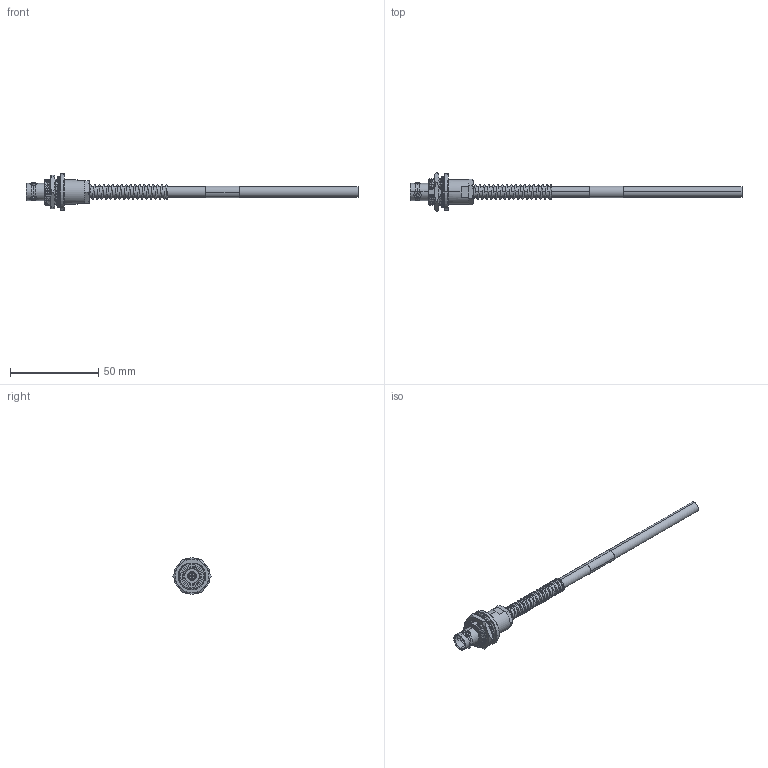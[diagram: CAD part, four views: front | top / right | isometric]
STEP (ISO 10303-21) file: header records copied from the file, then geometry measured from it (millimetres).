
FILE_DESCRIPTION (( 'STEP AP214' ), '1' );
FILE_NAME ('FM3MSA00405_3D.step', '2023-08-18T18:48:56', ( '' ), ( '' ), 'SwSTEP 2.0', 'SolidWorks 2022', '' );
FILE_SCHEMA (( 'AUTOMOTIVE_DESIGN' ));
Length unit declared in the file: inch
Products named in the file (10): 10-06573-MA5; 10-06573-MA2 -SPRING; TWCH-78-2; 10-06573-MA4; 10-06573-SPRING; 10-06573-MA6; 1AW01-003_.25" x .75" long; 10-06573-MA3; 10-06573-MA1; FM3MSA00405_3D
Assembly tree (9 placements, depth 3):
  FM3MSA00405_3D
    TWCH-78-2
    1AW01-003_.25" x .75" long
    10-06573-SPRING
      10-06573-MA1
      10-06573-MA5
      10-06573-MA2 -SPRING
      10-06573-MA3
      10-06573-MA4
      10-06573-MA6
Bounding box: 188.21 x 22 x 20.52 mm (x, y, z)
Volume: 9089.9 mm3; surface area: 10181.5 mm2
Topology: 8 solids, 8 shells, 338 faces, 862 edges, 555 vertices
Faces by surface type: cylinder 125, plane 106, cone 54, bspline 37, torus 16
Entity records: 33671 total; most frequent: CARTESIAN_POINT 24919, ORIENTED_EDGE 1720, DIRECTION 1535, EDGE_CURVE 860, AXIS2_PLACEMENT_3D 611, VERTEX_POINT 555, EDGE_LOOP 367, FACE_OUTER_BOUND 338
